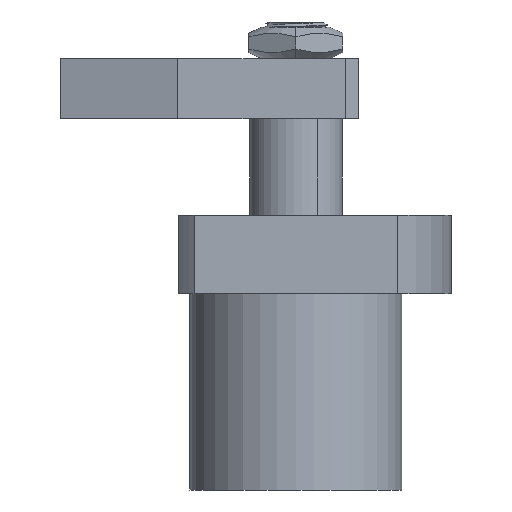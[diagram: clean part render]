
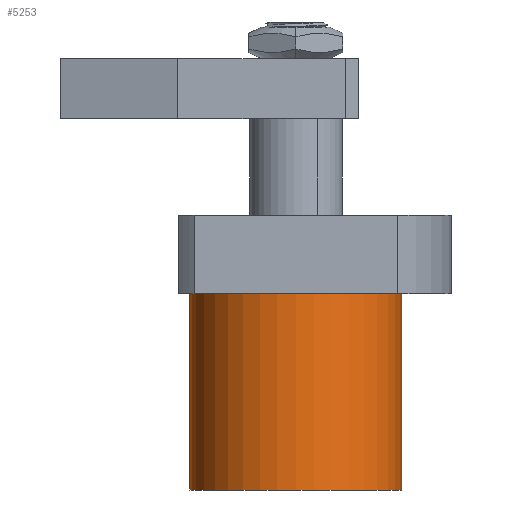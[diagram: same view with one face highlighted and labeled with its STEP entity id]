
A CAD part, front view. The second image highlights one B-rep face of the part: STEP entity #5253.
In plain terms, the highlighted cylindrical face has radius 40.5 mm (diameter 81 mm), a partial arc.
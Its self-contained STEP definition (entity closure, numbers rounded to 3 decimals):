
#7 = EDGE_CURVE ( 'NONE', #3614, #3800, #6500, .T. ) ;
#101 = CARTESIAN_POINT ( 'NONE',  ( -40.5, 0., 0. ) ) ;
#310 = ORIENTED_EDGE ( 'NONE', *, *, #6672, .T. ) ;
#625 = FACE_OUTER_BOUND ( 'NONE', #23509, .T. ) ;
#3524 = AXIS2_PLACEMENT_3D ( 'NONE', #17337, #9692, #11815 ) ;
#3614 = VERTEX_POINT ( 'NONE', #12858 ) ;
#3655 = CARTESIAN_POINT ( 'NONE',  ( 0., 0., 75. ) ) ;
#3800 = VERTEX_POINT ( 'NONE', #101 ) ;
#4753 = VERTEX_POINT ( 'NONE', #14409 ) ;
#5092 = AXIS2_PLACEMENT_3D ( 'NONE', #3655, #14910, #20299 ) ;
#5253 = ADVANCED_FACE ( 'NONE', ( #625 ), #20126, .T. ) ;
#6500 = CIRCLE ( 'NONE', #10457, 40.5 ) ;
#6672 = EDGE_CURVE ( 'NONE', #4753, #3800, #23033, .T. ) ;
#7150 = EDGE_CURVE ( 'NONE', #4753, #14473, #14571, .T. ) ;
#7264 = VECTOR ( 'NONE', #18262, 1000. ) ;
#9692 = DIRECTION ( 'NONE',  ( 0., 0., -1. ) ) ;
#10429 = ORIENTED_EDGE ( 'NONE', *, *, #12599, .F. ) ;
#10457 = AXIS2_PLACEMENT_3D ( 'NONE', #13542, #15230, #20613 ) ;
#11815 = DIRECTION ( 'NONE',  ( -1., 0., 0. ) ) ;
#12422 = CARTESIAN_POINT ( 'NONE',  ( -40.5, 0., 75. ) ) ;
#12543 = ORIENTED_EDGE ( 'NONE', *, *, #7, .F. ) ;
#12599 = EDGE_CURVE ( 'NONE', #14473, #3614, #12790, .T. ) ;
#12790 = LINE ( 'NONE', #24033, #7264 ) ;
#12858 = CARTESIAN_POINT ( 'NONE',  ( 40.5, 0., 0. ) ) ;
#13542 = CARTESIAN_POINT ( 'NONE',  ( 0., 0., 0. ) ) ;
#14409 = CARTESIAN_POINT ( 'NONE',  ( -40.5, 0., 75. ) ) ;
#14473 = VERTEX_POINT ( 'NONE', #16286 ) ;
#14571 = CIRCLE ( 'NONE', #5092, 40.5 ) ;
#14910 = DIRECTION ( 'NONE',  ( 0., 0., 1. ) ) ;
#15230 = DIRECTION ( 'NONE',  ( 0., 0., -1. ) ) ;
#16286 = CARTESIAN_POINT ( 'NONE',  ( 40.5, 0., 75. ) ) ;
#17337 = CARTESIAN_POINT ( 'NONE',  ( 0., 0., 75. ) ) ;
#17525 = ORIENTED_EDGE ( 'NONE', *, *, #7150, .F. ) ;
#18262 = DIRECTION ( 'NONE',  ( 0., 0., -1. ) ) ;
#19910 = DIRECTION ( 'NONE',  ( 0., 0., -1. ) ) ;
#20126 = CYLINDRICAL_SURFACE ( 'NONE', #3524, 40.5 ) ;
#20299 = DIRECTION ( 'NONE',  ( -1., 0., 0. ) ) ;
#20613 = DIRECTION ( 'NONE',  ( -1., 0., 0. ) ) ;
#21854 = VECTOR ( 'NONE', #19910, 1000. ) ;
#23033 = LINE ( 'NONE', #12422, #21854 ) ;
#23509 = EDGE_LOOP ( 'NONE', ( #10429, #17525, #310, #12543 ) ) ;
#24033 = CARTESIAN_POINT ( 'NONE',  ( 40.5, 0., 75. ) ) ;
